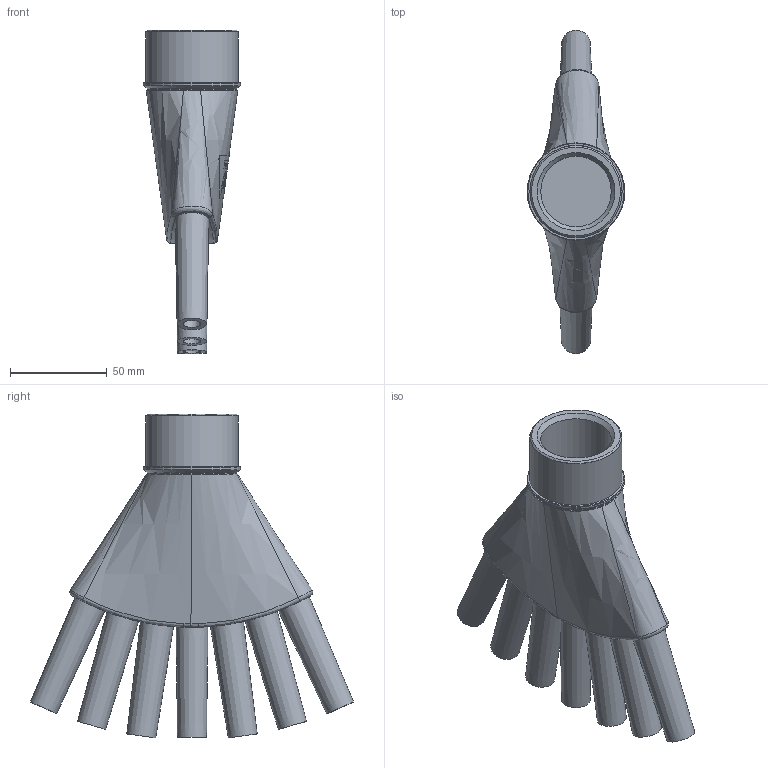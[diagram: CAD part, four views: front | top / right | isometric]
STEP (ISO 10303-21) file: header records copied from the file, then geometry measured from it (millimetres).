
FILE_DESCRIPTION(/* description */ (''),/* implementation_level */ '2;1');
FILE_NAME(/* name */ '51110 Finger nozzle 7-15_überprüft.stp',/* time_stamp */ '2014-09-16T09:27:37+02:00',/* author */ ('guzb562'),/* organization */ (''),/* preprocessor_version */ 'ST-DEVELOPER v15.2',/* originating_system */ 'Autodesk Inventor 2014',/* authorisation */ '');
FILE_SCHEMA (('AUTOMOTIVE_DESIGN { 1 0 10303 214 3 1 1 }'));
Length unit declared in the file: millimetre
Products named in the file (1): 51110 Finger  nozzle 7-15
Bounding box: 50.46 x 167.23 x 167.64 mm (x, y, z)
Volume: 277739 mm3; surface area: 61125.1 mm2
Topology: 1 solids, 1 shells, 275 faces, 702 edges, 464 vertices
Faces by surface type: bspline 121, plane 115, cylinder 22, cone 17
Full cylindrical faces by diameter (mm): 8.61 x1, 8.816 x1, 9.048 x1, 36.452 x1, 45.81 x1, 47.626 x1, 47.8 x1, 50.464 x1
Entity records: 12825 total; most frequent: CARTESIAN_POINT 7386, ORIENTED_EDGE 1346, EDGE_CURVE 673, DIRECTION 597, VERTEX_POINT 460, B_SPLINE_CURVE_WITH_KNOTS 428, EDGE_LOOP 335, ADVANCED_FACE 275
